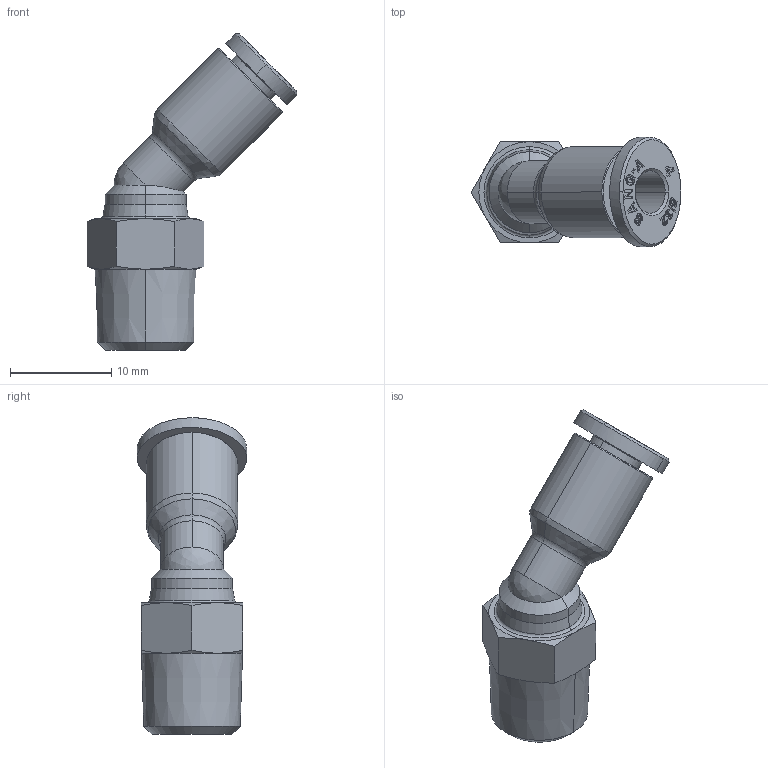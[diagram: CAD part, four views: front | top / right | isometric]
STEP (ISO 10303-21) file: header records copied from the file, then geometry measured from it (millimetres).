
FILE_DESCRIPTION (( 'STEP AP214' ), '1' );
FILE_NAME ('PL04-01 45.stp', '2015-09-07T14:49:47', ( '' ), ( '' ), 'SwSTEP 2.0', 'SolidWorks 2015', '' );
FILE_SCHEMA (( 'AUTOMOTIVE_DESIGN' ));
Length unit declared in the file: millimetre
Products named in the file (2): ｦ+ﾃｦ1; PL04-01 45
Assembly tree (1 placements, depth 2):
  PL04-01 45
    ｦ+ﾃｦ1
Bounding box: 20.73 x 10.8 x 31.26 mm (x, y, z)
Volume: 1643.5 mm3; surface area: 1534.1 mm2
Topology: 1 solids, 1 shells, 428 faces, 1183 edges, 774 vertices
Faces by surface type: plane 339, bspline 33, cone 32, cylinder 20, torus 4
Entity records: 14852 total; most frequent: CARTESIAN_POINT 3613, ORIENTED_EDGE 2360, DIRECTION 1958, EDGE_CURVE 1180, LINE 996, VECTOR 996, VERTEX_POINT 774, AXIS2_PLACEMENT_3D 481
